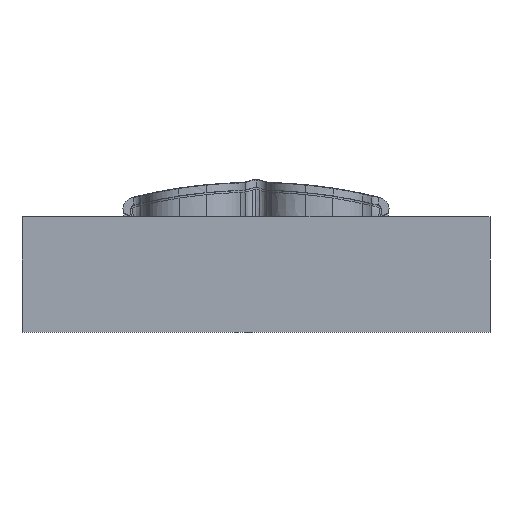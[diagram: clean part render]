
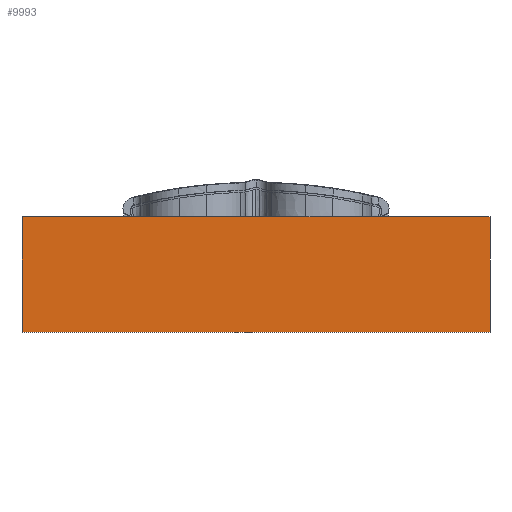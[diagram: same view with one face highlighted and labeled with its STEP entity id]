
A CAD part, front view. The second image highlights one B-rep face of the part: STEP entity #9993.
In plain terms, the highlighted planar face has unit normal (0, -1, 0).
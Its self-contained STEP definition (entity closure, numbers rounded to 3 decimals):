
#321 = VERTEX_POINT ( 'NONE', #11934 ) ;
#855 = PLANE ( 'NONE',  #11356 ) ;
#1292 = VECTOR ( 'NONE', #9840, 1000. ) ;
#2349 = VECTOR ( 'NONE', #11191, 1000. ) ;
#3549 = CARTESIAN_POINT ( 'NONE',  ( 125., -138.351, -90. ) ) ;
#3638 = DIRECTION ( 'NONE',  ( 0., 0., 1. ) ) ;
#4591 = DIRECTION ( 'NONE',  ( 0., 1., 0. ) ) ;
#4672 = DIRECTION ( 'NONE',  ( 0., 0., 1. ) ) ;
#4774 = CARTESIAN_POINT ( 'NONE',  ( 125., -138.351, -90. ) ) ;
#5244 = CARTESIAN_POINT ( 'NONE',  ( 125., -138.351, -28.17 ) ) ;
#5463 = ORIENTED_EDGE ( 'NONE', *, *, #12291, .F. ) ;
#5806 = VECTOR ( 'NONE', #3638, 1000. ) ;
#5813 = LINE ( 'NONE', #7299, #2349 ) ;
#6089 = CARTESIAN_POINT ( 'NONE',  ( -125., -138.351, -90. ) ) ;
#6483 = ORIENTED_EDGE ( 'NONE', *, *, #8792, .T. ) ;
#7162 = FACE_OUTER_BOUND ( 'NONE', #11359, .T. ) ;
#7265 = VERTEX_POINT ( 'NONE', #5244 ) ;
#7299 = CARTESIAN_POINT ( 'NONE',  ( -125., -138.351, -90. ) ) ;
#7546 = VERTEX_POINT ( 'NONE', #3549 ) ;
#8578 = CARTESIAN_POINT ( 'NONE',  ( -125., -138.351, -90. ) ) ;
#8731 = LINE ( 'NONE', #16015, #9506 ) ;
#8792 = EDGE_CURVE ( 'NONE', #7546, #7265, #12145, .T. ) ;
#9506 = VECTOR ( 'NONE', #14935, 1000. ) ;
#9525 = EDGE_CURVE ( 'NONE', #11083, #321, #9692, .T. ) ;
#9692 = LINE ( 'NONE', #14981, #5806 ) ;
#9840 = DIRECTION ( 'NONE',  ( 0., 0., 1. ) ) ;
#9993 = ADVANCED_FACE ( 'NONE', ( #7162 ), #855, .F. ) ;
#10186 = ORIENTED_EDGE ( 'NONE', *, *, #12059, .F. ) ;
#11083 = VERTEX_POINT ( 'NONE', #8578 ) ;
#11191 = DIRECTION ( 'NONE',  ( -1., 0., 0. ) ) ;
#11356 = AXIS2_PLACEMENT_3D ( 'NONE', #6089, #4591, #4672 ) ;
#11359 = EDGE_LOOP ( 'NONE', ( #6483, #10186, #11588, #5463 ) ) ;
#11588 = ORIENTED_EDGE ( 'NONE', *, *, #9525, .F. ) ;
#11934 = CARTESIAN_POINT ( 'NONE',  ( -125., -138.351, -28.17 ) ) ;
#12059 = EDGE_CURVE ( 'NONE', #321, #7265, #8731, .T. ) ;
#12145 = LINE ( 'NONE', #4774, #1292 ) ;
#12291 = EDGE_CURVE ( 'NONE', #7546, #11083, #5813, .T. ) ;
#14935 = DIRECTION ( 'NONE',  ( 1., 0., 0. ) ) ;
#14981 = CARTESIAN_POINT ( 'NONE',  ( -125., -138.351, -90. ) ) ;
#16015 = CARTESIAN_POINT ( 'NONE',  ( -125., -138.351, -28.17 ) ) ;
